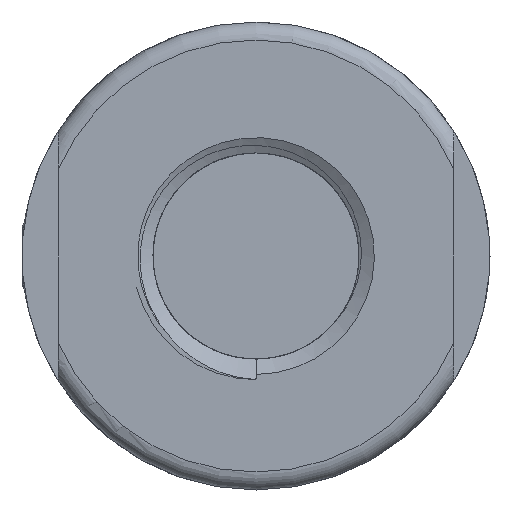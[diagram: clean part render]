
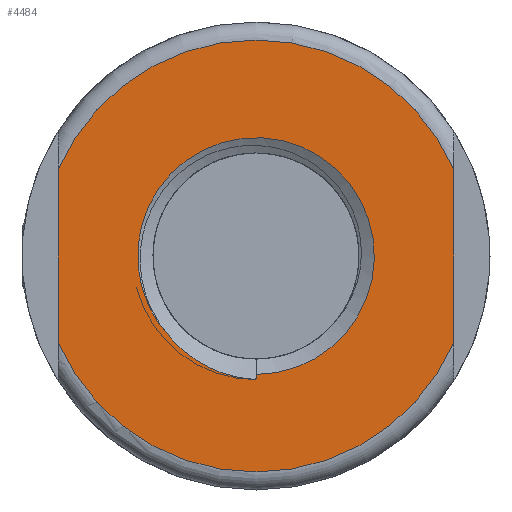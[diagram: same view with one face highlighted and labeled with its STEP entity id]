
A CAD part, left-side view. The second image highlights one B-rep face of the part: STEP entity #4484.
In plain terms, the highlighted planar face has unit normal (-1, 0, 0).
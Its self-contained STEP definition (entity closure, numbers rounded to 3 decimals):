
#153=PLANE('',#5089);
#211=FACE_BOUND('',#1445,.T.);
#410=B_SPLINE_CURVE_WITH_KNOTS('',3,(#16419,#16420,#16421,#16422,#16423,
#16424,#16425,#16426),.UNSPECIFIED.,.F.,.F.,(4,2,2,4),(-0.377,
-0.197,-0.108,0.),
 .UNSPECIFIED.);
#590=LINE('',#16415,#774);
#591=LINE('',#16416,#775);
#592=LINE('',#16418,#776);
#774=VECTOR('',#6353,1000.);
#775=VECTOR('',#6354,1000.);
#776=VECTOR('',#6355,1000.);
#1153=FACE_OUTER_BOUND('',#1444,.T.);
#1444=EDGE_LOOP('',(#4160,#4161,#4162,#4163));
#1445=EDGE_LOOP('',(#4164,#4165,#4166));
#1734=CIRCLE('',#5055,12.);
#1756=CIRCLE('',#5088,6.575);
#1757=CIRCLE('',#5090,12.);
#2217=VERTEX_POINT('',#16216);
#2218=VERTEX_POINT('',#16229);
#2238=VERTEX_POINT('',#16375);
#2239=VERTEX_POINT('',#16379);
#2240=VERTEX_POINT('',#16412);
#2241=VERTEX_POINT('',#16413);
#2242=VERTEX_POINT('',#16417);
#2853=EDGE_CURVE('',#2218,#2217,#1734,.T.);
#2888=EDGE_CURVE('',#2238,#2239,#1756,.T.);
#2890=EDGE_CURVE('',#2240,#2241,#1757,.T.);
#2891=EDGE_CURVE('',#2241,#2218,#590,.T.);
#2892=EDGE_CURVE('',#2217,#2240,#591,.T.);
#2893=EDGE_CURVE('',#2242,#2238,#592,.T.);
#2894=EDGE_CURVE('',#2242,#2239,#410,.T.);
#4160=ORIENTED_EDGE('',*,*,#2890,.T.);
#4161=ORIENTED_EDGE('',*,*,#2891,.T.);
#4162=ORIENTED_EDGE('',*,*,#2853,.T.);
#4163=ORIENTED_EDGE('',*,*,#2892,.T.);
#4164=ORIENTED_EDGE('',*,*,#2893,.F.);
#4165=ORIENTED_EDGE('',*,*,#2894,.T.);
#4166=ORIENTED_EDGE('',*,*,#2888,.F.);
#4484=ADVANCED_FACE('',(#1153,#211),#153,.F.);
#5055=AXIS2_PLACEMENT_3D('',#16230,#6272,#6273);
#5088=AXIS2_PLACEMENT_3D('',#16380,#6347,#6348);
#5089=AXIS2_PLACEMENT_3D('',#16411,#6349,#6350);
#5090=AXIS2_PLACEMENT_3D('',#16414,#6351,#6352);
#6272=DIRECTION('center_axis',(-1.,0.,0.));
#6273=DIRECTION('ref_axis',(0.,0.,
-1.));
#6347=DIRECTION('center_axis',(-1.,0.,0.));
#6348=DIRECTION('ref_axis',(0.,0.,
-1.));
#6349=DIRECTION('center_axis',(1.,0.,0.));
#6350=DIRECTION('ref_axis',(0.,0.,
1.));
#6351=DIRECTION('center_axis',(-1.,0.,0.));
#6352=DIRECTION('ref_axis',(0.,0.,
-1.));
#6353=DIRECTION('',(0.,0.,-1.));
#6354=DIRECTION('',(0.,0.,1.));
#6355=DIRECTION('',(0.,0.,1.));
#16216=CARTESIAN_POINT('',(-17.3,-11.,-4.796));
#16229=CARTESIAN_POINT('',(-17.3,11.,-4.796));
#16230=CARTESIAN_POINT('Origin',(-17.3,0.,
0.));
#16375=CARTESIAN_POINT('',(-17.3,0.,-6.575));
#16379=CARTESIAN_POINT('',(-17.3,4.687,-4.611));
#16380=CARTESIAN_POINT('Origin',(-17.3,0.,
0.));
#16411=CARTESIAN_POINT('Origin',(-17.3,-6.575,0.));
#16412=CARTESIAN_POINT('',(-17.3,-11.,4.796));
#16413=CARTESIAN_POINT('',(-17.3,11.,4.796));
#16414=CARTESIAN_POINT('Origin',(-17.3,0.,
0.));
#16415=CARTESIAN_POINT('',(-17.3,11.,0.));
#16416=CARTESIAN_POINT('',(-17.3,-11.,0.));
#16417=CARTESIAN_POINT('',(-17.3,0.,-6.868));
#16418=CARTESIAN_POINT('',(-17.3,0.,0.));
#16419=CARTESIAN_POINT('Ctrl Pts',(-17.3,0.,
-6.868));
#16420=CARTESIAN_POINT('Ctrl Pts',(-17.3,0.893,
-6.822));
#16421=CARTESIAN_POINT('Ctrl Pts',(-17.3,1.767,-6.599));
#16422=CARTESIAN_POINT('Ctrl Pts',(-17.3,2.968,-6.021));
#16423=CARTESIAN_POINT('Ctrl Pts',(-17.3,3.344,-5.792));
#16424=CARTESIAN_POINT('Ctrl Pts',(-17.3,4.122,-5.206));
#16425=CARTESIAN_POINT('Ctrl Pts',(-17.3,4.449,-4.881));
#16426=CARTESIAN_POINT('Ctrl Pts',(-17.3,4.687,-4.611));
